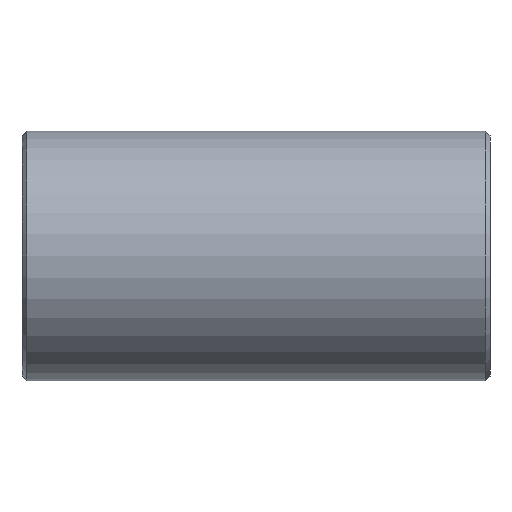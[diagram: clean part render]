
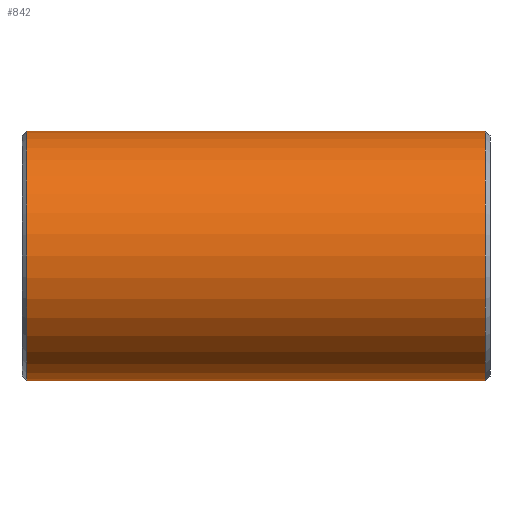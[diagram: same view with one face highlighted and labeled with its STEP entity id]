
A CAD part, front view. The second image highlights one B-rep face of the part: STEP entity #842.
In plain terms, the highlighted cylindrical face has radius 50.8 mm (diameter 101.6 mm), a partial arc.
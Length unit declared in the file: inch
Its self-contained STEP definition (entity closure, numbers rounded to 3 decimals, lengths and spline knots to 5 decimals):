
#9 = VERTEX_POINT ( 'NONE', #464 ) ;
#13 = EDGE_CURVE ( 'NONE', #164, #9, #592, .T. ) ;
#21 = ORIENTED_EDGE ( 'NONE', *, *, #658, .T. ) ;
#36 = CARTESIAN_POINT ( 'NONE',  ( -3.67467, 0., 2. ) ) ;
#37 = EDGE_LOOP ( 'NONE', ( #334, #21, #552, #211 ) ) ;
#70 = CIRCLE ( 'NONE', #778, 2. ) ;
#79 = VECTOR ( 'NONE', #760, 39.37008 ) ;
#109 = EDGE_CURVE ( 'NONE', #429, #9, #70, .T. ) ;
#164 = VERTEX_POINT ( 'NONE', #266 ) ;
#172 = CARTESIAN_POINT ( 'NONE',  ( 3.67467, 0., 2. ) ) ;
#184 = CARTESIAN_POINT ( 'NONE',  ( 3.75, 0., -2. ) ) ;
#193 = VECTOR ( 'NONE', #337, 39.37008 ) ;
#211 = ORIENTED_EDGE ( 'NONE', *, *, #109, .T. ) ;
#266 = CARTESIAN_POINT ( 'NONE',  ( 3.67467, 0., -2. ) ) ;
#303 = DIRECTION ( 'NONE',  ( 0., 0., 1. ) ) ;
#330 = AXIS2_PLACEMENT_3D ( 'NONE', #673, #338, #600 ) ;
#334 = ORIENTED_EDGE ( 'NONE', *, *, #13, .F. ) ;
#337 = DIRECTION ( 'NONE',  ( -1., 0., 0. ) ) ;
#338 = DIRECTION ( 'NONE',  ( -1., 0., 0. ) ) ;
#375 = EDGE_CURVE ( 'NONE', #831, #429, #837, .T. ) ;
#429 = VERTEX_POINT ( 'NONE', #36 ) ;
#451 = DIRECTION ( 'NONE',  ( 0., 0., 1. ) ) ;
#464 = CARTESIAN_POINT ( 'NONE',  ( -3.67467, 0., -2. ) ) ;
#515 = AXIS2_PLACEMENT_3D ( 'NONE', #827, #563, #303 ) ;
#552 = ORIENTED_EDGE ( 'NONE', *, *, #375, .T. ) ;
#557 = CYLINDRICAL_SURFACE ( 'NONE', #515, 2. ) ;
#563 = DIRECTION ( 'NONE',  ( -1., 0., 0. ) ) ;
#592 = LINE ( 'NONE', #184, #193 ) ;
#600 = DIRECTION ( 'NONE',  ( 0., 0., -1. ) ) ;
#639 = FACE_OUTER_BOUND ( 'NONE', #37, .T. ) ;
#658 = EDGE_CURVE ( 'NONE', #164, #831, #788, .T. ) ;
#673 = CARTESIAN_POINT ( 'NONE',  ( 3.67467, 0., 0. ) ) ;
#720 = DIRECTION ( 'NONE',  ( 1., 0., 0. ) ) ;
#729 = CARTESIAN_POINT ( 'NONE',  ( -3.67467, 0., 0. ) ) ;
#760 = DIRECTION ( 'NONE',  ( -1., 0., 0. ) ) ;
#778 = AXIS2_PLACEMENT_3D ( 'NONE', #729, #720, #451 ) ;
#788 = CIRCLE ( 'NONE', #330, 2. ) ;
#827 = CARTESIAN_POINT ( 'NONE',  ( 3.75, 0., 0. ) ) ;
#831 = VERTEX_POINT ( 'NONE', #172 ) ;
#834 = CARTESIAN_POINT ( 'NONE',  ( 3.75, 0., 2. ) ) ;
#837 = LINE ( 'NONE', #834, #79 ) ;
#842 = ADVANCED_FACE ( 'NONE', ( #639 ), #557, .T. ) ;
